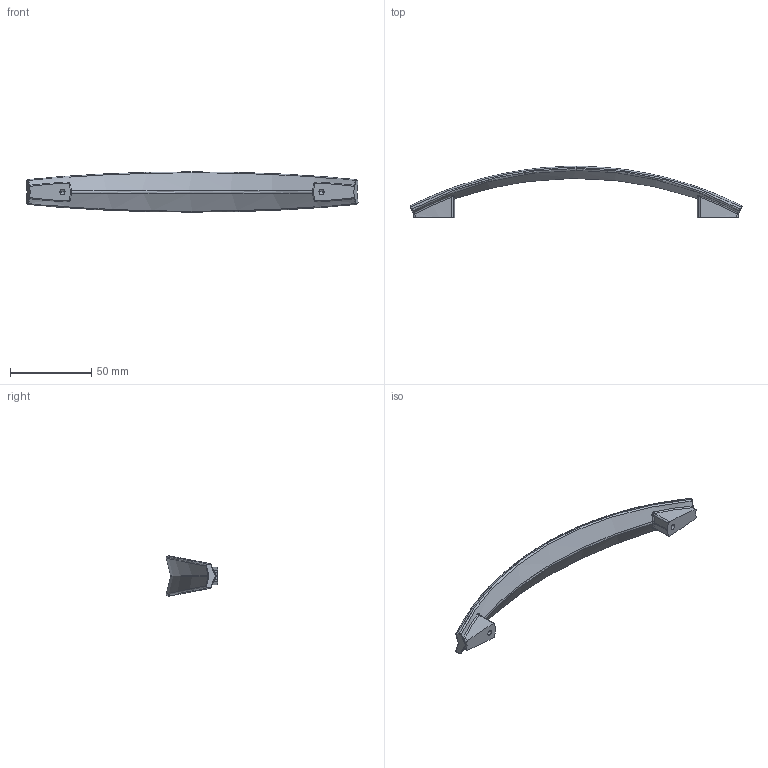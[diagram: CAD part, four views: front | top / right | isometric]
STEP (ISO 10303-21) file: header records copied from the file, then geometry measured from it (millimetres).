
FILE_DESCRIPTION(('Creo Elements/Direct Modeling STEP Export'),'2;1');
FILE_NAME('2199-205.stp','2019-01-09T14:53:04',(''),(''),'Creo Elements/Direct Modeling STEP processor for AP214 (Solid Model)','Creo Elements/Direct Modeling 20.0 12-Nov-2016 (C) Parametric Technology GmbH','');
FILE_SCHEMA(('AUTOMOTIVE_DESIGN { 1 0 10303 214 1 1 1 1 }'));
Length unit declared in the file: millimetre
Products named in the file (2): 2199-205
Assembly tree (1 placements, depth 2):
  2199-205
    2199-205
Bounding box: 204.86 x 31.78 x 24.86 mm (x, y, z)
Volume: 21075.9 mm3; surface area: 11747 mm2
Topology: 1 solids, 1 shells, 122 faces, 290 edges, 168 vertices
Faces by surface type: bspline 65, cylinder 34, plane 14, cone 8, torus 1
Entity records: 6794 total; most frequent: CARTESIAN_POINT 4413, ORIENTED_EDGE 568, DIRECTION 364, EDGE_CURVE 284, VERTEX_POINT 168, AXIS2_PLACEMENT_3D 141, EDGE_LOOP 126, FACE_OUTER_BOUND 122
